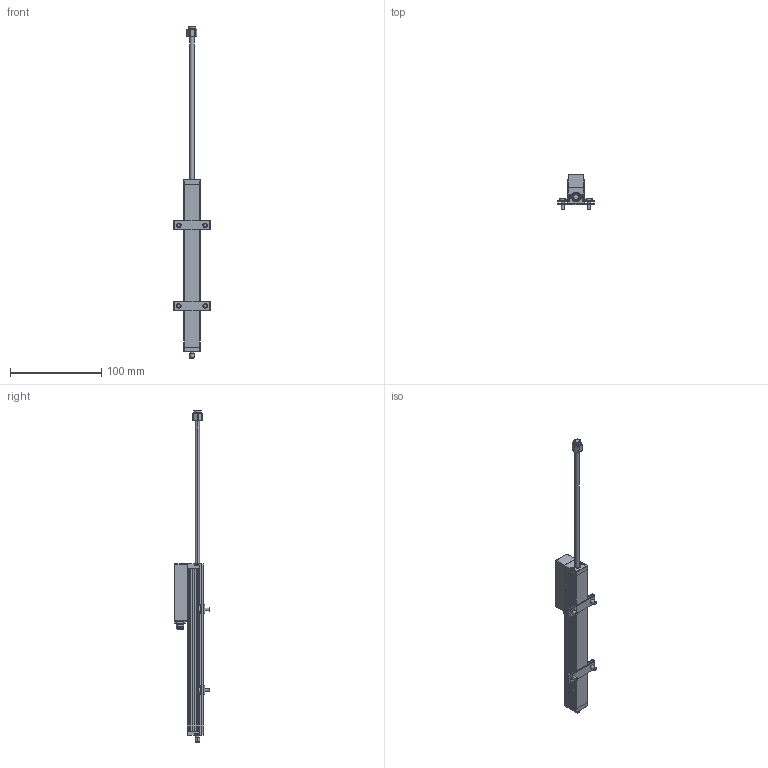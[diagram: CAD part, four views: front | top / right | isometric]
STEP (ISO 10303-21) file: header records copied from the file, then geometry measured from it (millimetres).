
FILE_DESCRIPTION (( 'STEP AP214' ), '1' );
FILE_NAME ('TE1-0150-101-411-101_ausgefahren.STEP', '2014-02-19T07:18:27', ( 'dummy' ), ( 'Hewlett-Packard Company' ), 'SwSTEP 2.0', 'SolidWorks 2013', '' );
FILE_SCHEMA (( 'AUTOMOTIVE_DESIGN' ));
Length unit declared in the file: millimetre
Products named in the file (1): TE1-0150-101-411-101_ausgefahren
Bounding box: 40.19 x 38.85 x 363 mm (x, y, z)
Surface area: 30001.3 mm2 (no closed solid volume)
Topology: 0 solids, 34 shells, 492 faces, 1652 edges, 1153 vertices
Faces by surface type: plane 228, cylinder 174, cone 58, torus 27, bspline 3, sphere 2
Entity records: 23547 total; most frequent: CARTESIAN_POINT 3830, DIRECTION 3207, ORIENTED_EDGE 2481, EDGE_CURVE 1652, VERTEX_POINT 1153, AXIS2_PLACEMENT_3D 1146, VECTOR 915, LINE 915
